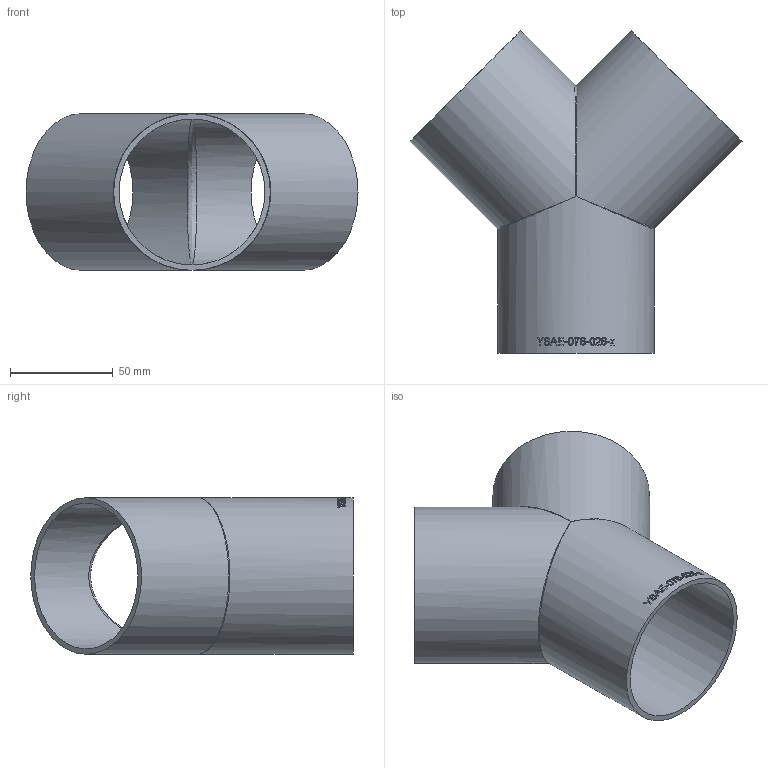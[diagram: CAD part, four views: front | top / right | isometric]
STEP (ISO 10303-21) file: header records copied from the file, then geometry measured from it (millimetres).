
FILE_DESCRIPTION (( 'STEP AP214' ), '1' );
FILE_NAME ('YSAE-076-026-x Y-Stück 2005.STEP', '2020-05-27T08:21:37', ( '' ), ( '' ), 'SwSTEP 2.0', 'SolidWorks 2019', '' );
FILE_SCHEMA (( 'AUTOMOTIVE_DESIGN' ));
Length unit declared in the file: millimetre
Products named in the file (1): YSAE-076-026-x Y-Stück 2005
Bounding box: 161.29 x 156.65 x 76.1 mm (x, y, z)
Volume: 111047.1 mm3; surface area: 87228.6 mm2
Topology: 1 solids, 1 shells, 187 faces, 502 edges, 322 vertices
Faces by surface type: bspline 110, plane 51, cylinder 26
Full cylindrical faces by diameter (mm): 70.9 x3, 76.1 x3
Entity records: 22028 total; most frequent: CARTESIAN_POINT 16607, ORIENTED_EDGE 948, EDGE_CURVE 474, DIRECTION 355, B_SPLINE_CURVE_WITH_KNOTS 329, VERTEX_POINT 314, EDGE_LOOP 214, FACE_OUTER_BOUND 192
